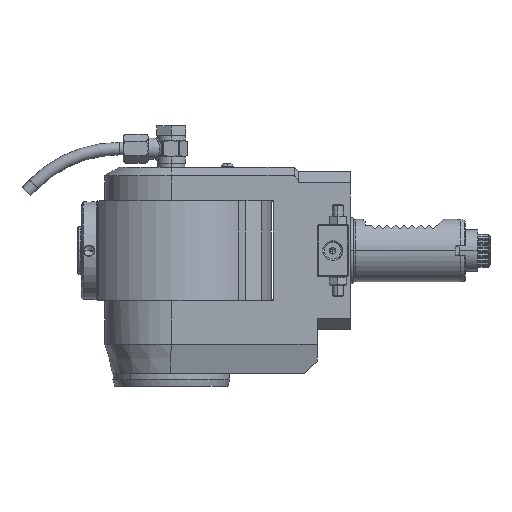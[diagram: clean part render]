
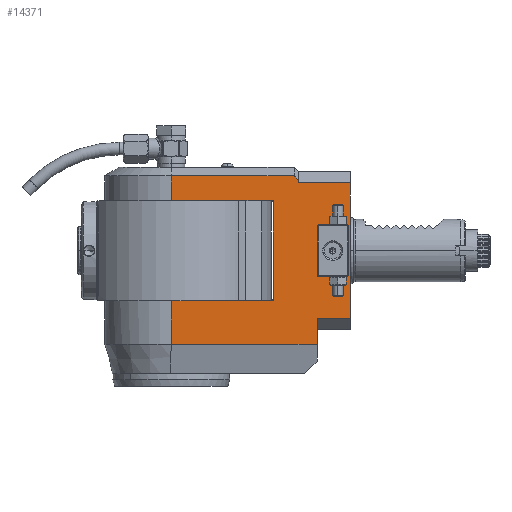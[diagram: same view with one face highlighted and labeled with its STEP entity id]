
A CAD part, left-side view. The second image highlights one B-rep face of the part: STEP entity #14371.
In plain terms, the highlighted planar face has unit normal (-1, 0, 0).
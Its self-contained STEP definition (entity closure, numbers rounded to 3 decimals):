
#35=DIRECTION('',(0.,1.,0.));
#36=VECTOR('',#35,0.433);
#37=CARTESIAN_POINT('',(-32.,-59.433,35.459));
#38=LINE('',#37,#36);
#39=DIRECTION('',(0.,0.655,0.756));
#40=VECTOR('',#39,2.394);
#41=CARTESIAN_POINT('',(-32.,-61.,33.649));
#42=LINE('',#41,#40);
#43=DIRECTION('',(0.,-1.,0.));
#44=VECTOR('',#43,25.);
#45=CARTESIAN_POINT('',(-32.,-61.,32.515));
#46=LINE('',#45,#44);
#47=DIRECTION('',(0.,-1.,0.));
#48=VECTOR('',#47,16.);
#49=CARTESIAN_POINT('',(-32.,-70.,-32.515));
#50=LINE('',#49,#48);
#51=DIRECTION('',(0.,1.,0.));
#52=VECTOR('',#51,23.368);
#53=CARTESIAN_POINT('',(-32.,-49.,24.));
#54=LINE('',#53,#52);
#55=DIRECTION('',(0.,0.,1.));
#56=VECTOR('',#55,24.);
#57=CARTESIAN_POINT('',(-32.,-85.,-12.));
#58=LINE('',#57,#56);
#59=DIRECTION('',(0.,-0.707,-0.707));
#60=VECTOR('',#59,0.707);
#61=CARTESIAN_POINT('',(-32.,-84.5,12.5));
#62=LINE('',#61,#60);
#63=DIRECTION('',(0.,1.,0.));
#64=VECTOR('',#63,14.);
#65=CARTESIAN_POINT('',(-32.,-84.5,12.5));
#66=LINE('',#65,#64);
#67=DIRECTION('',(0.,-0.707,0.707));
#68=VECTOR('',#67,0.707);
#69=CARTESIAN_POINT('',(-32.,-70.,12.));
#70=LINE('',#69,#68);
#71=DIRECTION('',(0.,0.,-1.));
#72=VECTOR('',#71,24.);
#73=CARTESIAN_POINT('',(-32.,-70.,12.));
#74=LINE('',#73,#72);
#75=DIRECTION('',(0.,0.707,0.707));
#76=VECTOR('',#75,0.707);
#77=CARTESIAN_POINT('',(-32.,-70.5,-12.5));
#78=LINE('',#77,#76);
#79=DIRECTION('',(0.,-1.,0.));
#80=VECTOR('',#79,14.);
#81=CARTESIAN_POINT('',(-32.,-70.5,-12.5));
#82=LINE('',#81,#80);
#83=DIRECTION('',(0.,0.707,-0.707));
#84=VECTOR('',#83,0.707);
#85=CARTESIAN_POINT('',(-32.,-85.,-12.));
#86=LINE('',#85,#84);
#91=DIRECTION('',(0.,0.,-1.));
#92=VECTOR('',#91,11.959);
#93=CARTESIAN_POINT('',(-32.,0.,35.959));
#94=LINE('',#93,#92);
#160=DIRECTION('',(0.,1.,0.));
#161=VECTOR('',#160,59.);
#162=CARTESIAN_POINT('',(-32.,-59.,35.959));
#163=LINE('',#162,#161);
#184=DIRECTION('',(0.,0.,1.));
#185=VECTOR('',#184,0.5);
#186=CARTESIAN_POINT('',(-32.,-59.,35.459));
#187=LINE('',#186,#185);
#224=DIRECTION('',(0.,0.,-1.));
#225=VECTOR('',#224,65.03);
#226=CARTESIAN_POINT('',(-32.,-86.,32.515));
#227=LINE('',#226,#225);
#406=DIRECTION('',(0.,0.,1.));
#407=VECTOR('',#406,1.134);
#408=CARTESIAN_POINT('',(-32.,-61.,32.515));
#409=LINE('',#408,#407);
#442=DIRECTION('',(0.,0.,1.));
#443=VECTOR('',#442,12.485);
#444=CARTESIAN_POINT('',(-32.,-70.,-45.));
#445=LINE('',#444,#443);
#462=DIRECTION('',(0.,-1.,0.));
#463=VECTOR('',#462,70.);
#464=CARTESIAN_POINT('',(-32.,0.,
-45.));
#465=LINE('',#464,#463);
#521=DIRECTION('',(0.,0.,-1.));
#522=VECTOR('',#521,21.);
#523=CARTESIAN_POINT('',(-32.,0.,-24.));
#524=LINE('',#523,#522);
#525=CARTESIAN_POINT('',(-32.,0.,-45.001));
#650=DIRECTION('',(0.,1.,0.));
#651=VECTOR('',#650,25.632);
#652=CARTESIAN_POINT('',(-32.,-25.632,-24.));
#653=LINE('',#652,#651);
#689=DIRECTION('',(0.,0.,-1.));
#690=VECTOR('',#689,48.);
#691=CARTESIAN_POINT('',(-32.,-49.,24.));
#692=LINE('',#691,#690);
#757=DIRECTION('',(0.,1.,0.));
#758=VECTOR('',#757,23.368);
#759=CARTESIAN_POINT('',(-32.,-49.,-24.));
#760=LINE('',#759,#758);
#1178=DIRECTION('',(0.,-1.,0.));
#1179=VECTOR('',#1178,25.632);
#1180=CARTESIAN_POINT('',(-32.,0.,24.));
#1181=LINE('',#1180,#1179);
#12786=CARTESIAN_POINT('',(-32.,-61.,33.649));
#12787=CARTESIAN_POINT('',(-32.,-59.433,35.459));
#12788=VERTEX_POINT('',#12786);
#12789=VERTEX_POINT('',#12787);
#13317=CARTESIAN_POINT('',(-32.,-85.,-12.));
#13318=CARTESIAN_POINT('',(-32.,-85.,12.));
#13319=VERTEX_POINT('',#13317);
#13320=VERTEX_POINT('',#13318);
#13321=CARTESIAN_POINT('',(-32.,-84.5,12.5));
#13322=CARTESIAN_POINT('',(-32.,-70.5,12.5));
#13323=VERTEX_POINT('',#13321);
#13324=VERTEX_POINT('',#13322);
#13325=CARTESIAN_POINT('',(-32.,-70.,12.));
#13326=CARTESIAN_POINT('',(-32.,-70.,-12.));
#13327=VERTEX_POINT('',#13325);
#13328=VERTEX_POINT('',#13326);
#13329=CARTESIAN_POINT('',(-32.,-70.5,-12.5));
#13330=CARTESIAN_POINT('',(-32.,-84.5,-12.5));
#13331=VERTEX_POINT('',#13329);
#13332=VERTEX_POINT('',#13330);
#13887=CARTESIAN_POINT('',(-32.,-86.,32.515));
#13889=VERTEX_POINT('',#13887);
#13894=CARTESIAN_POINT('',(-32.,-49.,24.));
#13895=CARTESIAN_POINT('',(-32.,-49.,-24.));
#13896=VERTEX_POINT('',#13894);
#13897=VERTEX_POINT('',#13895);
#13910=CARTESIAN_POINT('',(-32.,-25.632,-24.));
#13911=VERTEX_POINT('',#13910);
#13914=CARTESIAN_POINT('',(-32.,-25.632,24.));
#13915=VERTEX_POINT('',#13914);
#13926=CARTESIAN_POINT('',(-32.,-70.,-45.));
#13928=VERTEX_POINT('',#13926);
#13938=CARTESIAN_POINT('',(-32.,-86.,-32.515));
#13939=VERTEX_POINT('',#13938);
#13944=CARTESIAN_POINT('',(-32.,-70.,-32.515));
#13945=VERTEX_POINT('',#13944);
#13950=CARTESIAN_POINT('',(-32.,-59.,35.959));
#13951=CARTESIAN_POINT('',(-32.,0.,
35.959));
#13952=VERTEX_POINT('',#13950);
#13953=VERTEX_POINT('',#13951);
#13958=VERTEX_POINT('',#525);
#14004=CARTESIAN_POINT('',(-32.,-59.,35.459));
#14006=VERTEX_POINT('',#14004);
#14242=CARTESIAN_POINT('',(-32.,-61.,32.515));
#14243=VERTEX_POINT('',#14242);
#14250=CARTESIAN_POINT('',(-32.,0.,-24.));
#14251=VERTEX_POINT('',#14250);
#14253=CARTESIAN_POINT('',(-32.,0.,24.));
#14255=VERTEX_POINT('',#14253);
#14314=CARTESIAN_POINT('',(-32.,0.,-59.));
#14315=DIRECTION('',(-1.,0.,0.));
#14316=DIRECTION('',(0.,-1.,0.));
#14317=AXIS2_PLACEMENT_3D('',#14314,#14315,#14316);
#14318=PLANE('',#14317);
#14320=ORIENTED_EDGE('',*,*,#14319,.F.);
#14322=ORIENTED_EDGE('',*,*,#14321,.F.);
#14324=ORIENTED_EDGE('',*,*,#14323,.F.);
#14326=ORIENTED_EDGE('',*,*,#14325,.F.);
#14328=ORIENTED_EDGE('',*,*,#14327,.F.);
#14330=ORIENTED_EDGE('',*,*,#14329,.F.);
#14332=ORIENTED_EDGE('',*,*,#14331,.T.);
#14334=ORIENTED_EDGE('',*,*,#14333,.T.);
#14336=ORIENTED_EDGE('',*,*,#14335,.F.);
#14338=ORIENTED_EDGE('',*,*,#14337,.F.);
#14340=ORIENTED_EDGE('',*,*,#14339,.F.);
#14342=ORIENTED_EDGE('',*,*,#14341,.F.);
#14344=ORIENTED_EDGE('',*,*,#14343,.F.);
#14346=ORIENTED_EDGE('',*,*,#14345,.F.);
#14348=ORIENTED_EDGE('',*,*,#14347,.F.);
#14350=ORIENTED_EDGE('',*,*,#14349,.T.);
#14352=ORIENTED_EDGE('',*,*,#14351,.F.);
#14353=EDGE_LOOP('',(#14320,#14322,#14324,#14326,#14328,#14330,#14332,#14334,
#14336,#14338,#14340,#14342,#14344,#14346,#14348,#14350,#14352));
#14354=FACE_OUTER_BOUND('',#14353,.F.);
#14356=ORIENTED_EDGE('',*,*,#14355,.T.);
#14358=ORIENTED_EDGE('',*,*,#14357,.F.);
#14360=ORIENTED_EDGE('',*,*,#14359,.T.);
#14362=ORIENTED_EDGE('',*,*,#14361,.F.);
#14364=ORIENTED_EDGE('',*,*,#14363,.T.);
#14365=ORIENTED_EDGE('',*,*,#14302,.F.);
#14366=ORIENTED_EDGE('',*,*,#14287,.T.);
#14368=ORIENTED_EDGE('',*,*,#14367,.F.);
#14369=EDGE_LOOP('',(#14356,#14358,#14360,#14362,#14364,#14365,#14366,#14368));
#14370=FACE_BOUND('',#14369,.F.);
#14287=EDGE_CURVE('',#13331,#13332,#82,.T.);
#14302=EDGE_CURVE('',#13331,#13328,#78,.T.);
#14319=EDGE_CURVE('',#13953,#14255,#94,.T.);
#14321=EDGE_CURVE('',#13952,#13953,#163,.T.);
#14323=EDGE_CURVE('',#14006,#13952,#187,.T.);
#14325=EDGE_CURVE('',#12789,#14006,#38,.T.);
#14327=EDGE_CURVE('',#12788,#12789,#42,.T.);
#14329=EDGE_CURVE('',#14243,#12788,#409,.T.);
#14331=EDGE_CURVE('',#14243,#13889,#46,.T.);
#14333=EDGE_CURVE('',#13889,#13939,#227,.T.);
#14335=EDGE_CURVE('',#13945,#13939,#50,.T.);
#14337=EDGE_CURVE('',#13928,#13945,#445,.T.);
#14339=EDGE_CURVE('',#13958,#13928,#465,.T.);
#14341=EDGE_CURVE('',#14251,#13958,#524,.T.);
#14343=EDGE_CURVE('',#13911,#14251,#653,.T.);
#14345=EDGE_CURVE('',#13897,#13911,#760,.T.);
#14347=EDGE_CURVE('',#13896,#13897,#692,.T.);
#14349=EDGE_CURVE('',#13896,#13915,#54,.T.);
#14351=EDGE_CURVE('',#14255,#13915,#1181,.T.);
#14355=EDGE_CURVE('',#13319,#13320,#58,.T.);
#14357=EDGE_CURVE('',#13323,#13320,#62,.T.);
#14359=EDGE_CURVE('',#13323,#13324,#66,.T.);
#14361=EDGE_CURVE('',#13327,#13324,#70,.T.);
#14363=EDGE_CURVE('',#13327,#13328,#74,.T.);
#14367=EDGE_CURVE('',#13319,#13332,#86,.T.);
#14371=ADVANCED_FACE('',(#14354,#14370),#14318,.T.);
